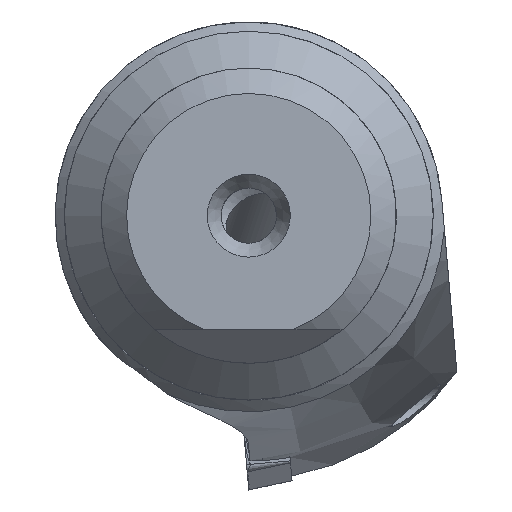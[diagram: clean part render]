
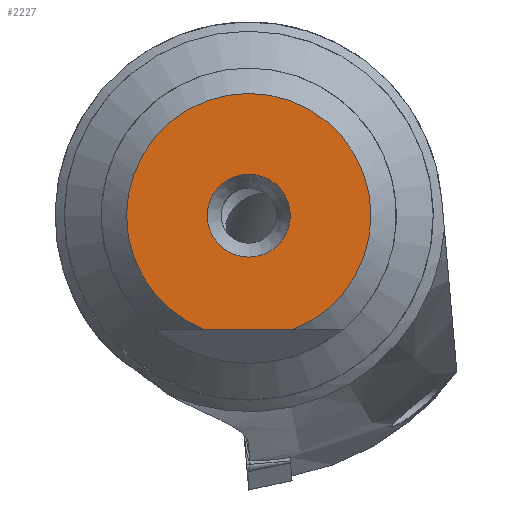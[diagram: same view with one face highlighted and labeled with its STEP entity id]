
A CAD part, left-side view. The second image highlights one B-rep face of the part: STEP entity #2227.
In plain terms, the highlighted planar face has unit normal (-1, 0, 0).
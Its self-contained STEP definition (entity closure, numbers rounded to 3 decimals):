
#152 = CARTESIAN_POINT ( 'NONE',  ( 0., 2.25, 0. ) ) ;
#199 = CARTESIAN_POINT ( 'NONE',  ( 0., 2.335, -6.2 ) ) ;
#270 = VECTOR ( 'NONE', #1547, 1000. ) ;
#289 = VERTEX_POINT ( 'NONE', #199 ) ;
#425 = DIRECTION ( 'NONE',  ( 1., 0., 0. ) ) ;
#442 = ORIENTED_EDGE ( 'NONE', *, *, #1099, .F. ) ;
#496 = FACE_BOUND ( 'NONE', #2030, .T. ) ;
#668 = CARTESIAN_POINT ( 'NONE',  ( 0., -2.335, -6.2 ) ) ;
#870 = EDGE_LOOP ( 'NONE', ( #3197, #3503 ) ) ;
#1067 = DIRECTION ( 'NONE',  ( -1., 0., 0. ) ) ;
#1099 = EDGE_CURVE ( 'NONE', #3082, #3082, #1398, .T. ) ;
#1110 = CARTESIAN_POINT ( 'NONE',  ( 0., 0., 0. ) ) ;
#1169 = CIRCLE ( 'NONE', #3174, 6.625 ) ;
#1244 = AXIS2_PLACEMENT_3D ( 'NONE', #1110, #1067, #1366 ) ;
#1334 = VERTEX_POINT ( 'NONE', #668 ) ;
#1345 = DIRECTION ( 'NONE',  ( -1., 0., 0. ) ) ;
#1366 = DIRECTION ( 'NONE',  ( 0., 0., 1. ) ) ;
#1398 = CIRCLE ( 'NONE', #1244, 2.25 ) ;
#1403 = EDGE_CURVE ( 'NONE', #289, #1334, #1488, .T. ) ;
#1488 = LINE ( 'NONE', #3458, #270 ) ;
#1547 = DIRECTION ( 'NONE',  ( 0., -1., 0. ) ) ;
#1632 = CARTESIAN_POINT ( 'NONE',  ( 0., 0., 0. ) ) ;
#1875 = AXIS2_PLACEMENT_3D ( 'NONE', #152, #425, #3475 ) ;
#2030 = EDGE_LOOP ( 'NONE', ( #442 ) ) ;
#2075 = CARTESIAN_POINT ( 'NONE',  ( 0., 0., 2.25 ) ) ;
#2227 = ADVANCED_FACE ( 'NONE', ( #496, #3094 ), #2642, .F. ) ;
#2463 = DIRECTION ( 'NONE',  ( 0., 0., 1. ) ) ;
#2642 = PLANE ( 'NONE',  #1875 ) ;
#2840 = EDGE_CURVE ( 'NONE', #1334, #289, #1169, .T. ) ;
#3082 = VERTEX_POINT ( 'NONE', #2075 ) ;
#3094 = FACE_OUTER_BOUND ( 'NONE', #870, .T. ) ;
#3174 = AXIS2_PLACEMENT_3D ( 'NONE', #1632, #1345, #2463 ) ;
#3197 = ORIENTED_EDGE ( 'NONE', *, *, #2840, .T. ) ;
#3458 = CARTESIAN_POINT ( 'NONE',  ( 0., 2.25, -6.2 ) ) ;
#3475 = DIRECTION ( 'NONE',  ( 0., 0., -1. ) ) ;
#3503 = ORIENTED_EDGE ( 'NONE', *, *, #1403, .T. ) ;
